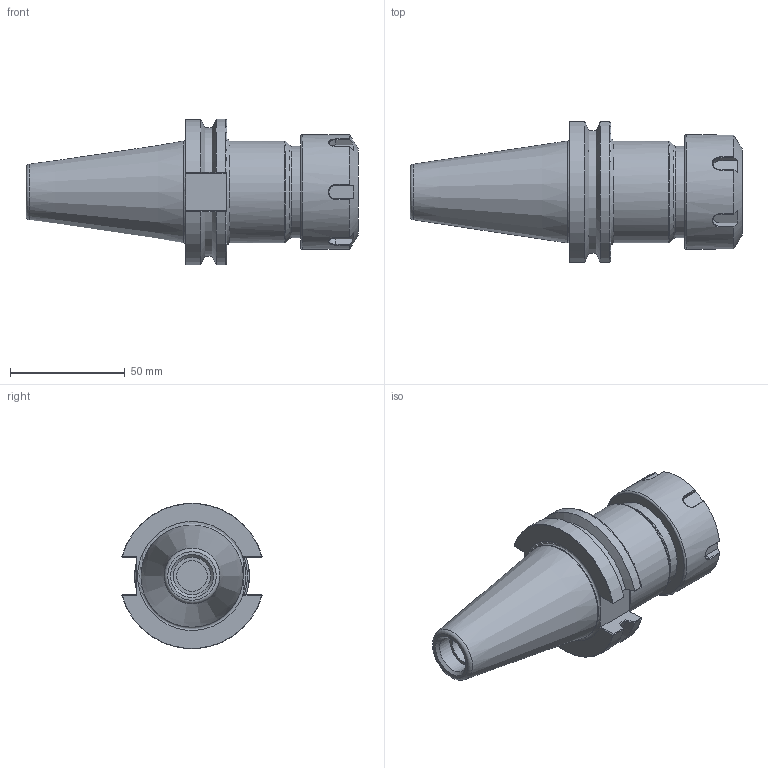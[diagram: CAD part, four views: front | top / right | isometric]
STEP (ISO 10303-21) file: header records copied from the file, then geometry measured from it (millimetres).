
FILE_DESCRIPTION(/* description */ (''),/* implementation_level */ '2;1');
FILE_NAME(/* name */ 'CAT40-ER32-3.0D-REV1.stp',/* time_stamp */ '2017-01-10T21:08:28-06:00',/* author */ ('Me'),/* organization */ (''),/* preprocessor_version */ 'ST-DEVELOPER v15.6',/* originating_system */ 'Autodesk Inventor 2015',/* authorisation */ '');
FILE_SCHEMA (('AUTOMOTIVE_DESIGN { 1 0 10303 214 3 1 1 }'));
Length unit declared in the file: centimetre
Products named in the file (1): CAT40-ER32-3.0D-REV1
Bounding box: 144.8 x 61.14 x 63.26 mm (x, y, z)
Volume: 199652.6 mm3; surface area: 29281.4 mm2
Topology: 1 solids, 1 shells, 125 faces, 328 edges, 208 vertices
Faces by surface type: plane 64, bspline 22, cylinder 19, torus 10, cone 10
Full cylindrical faces by diameter (mm): 11.113 x1, 13.386 x1, 16.256 x1, 39.878 x1, 44.45 x2, 50.038 x1
Entity records: 4912 total; most frequent: CARTESIAN_POINT 2077, ORIENTED_EDGE 604, DIRECTION 447, EDGE_CURVE 302, VERTEX_POINT 201, AXIS2_PLACEMENT_3D 156, EDGE_LOOP 147, LINE 135
